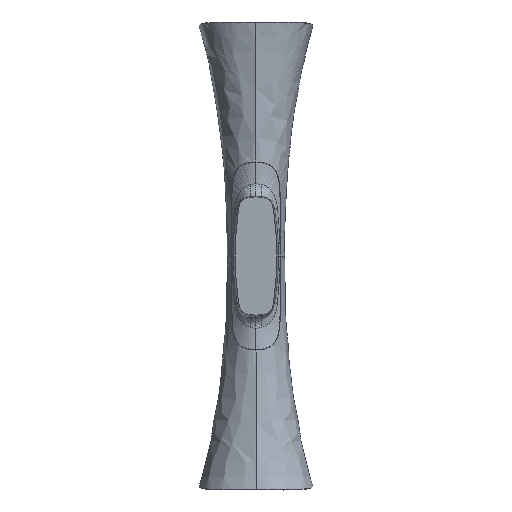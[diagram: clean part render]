
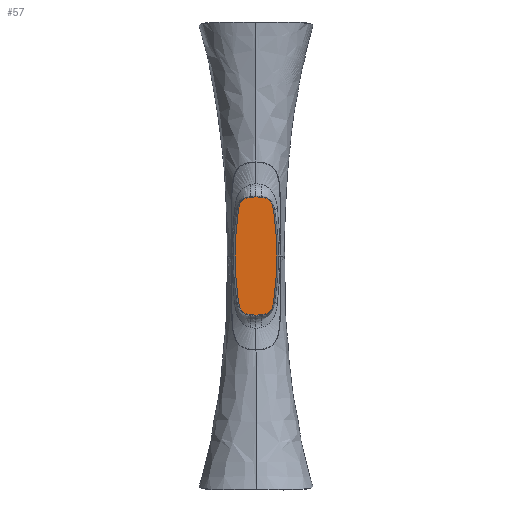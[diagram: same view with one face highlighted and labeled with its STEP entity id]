
A CAD part, left-side view. The second image highlights one B-rep face of the part: STEP entity #57.
In plain terms, the highlighted planar face has unit normal (-1, 0, 0).
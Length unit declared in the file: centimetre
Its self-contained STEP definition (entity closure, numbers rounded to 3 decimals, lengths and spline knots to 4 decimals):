
#50=PLANE($,#1549);
#57=ADVANCED_FACE($,(#134),#50,.T.);
#134=FACE_OUTER_BOUND($,#211,.T.);
#211=EDGE_LOOP($,(#315,#316,#317,#318,#319,#320,#321,#322,#323,#324));
#315=ORIENTED_EDGE($,*,*,#781,.T.);
#316=ORIENTED_EDGE($,*,*,#782,.T.);
#317=ORIENTED_EDGE($,*,*,#783,.T.);
#318=ORIENTED_EDGE($,*,*,#784,.T.);
#319=ORIENTED_EDGE($,*,*,#785,.T.);
#320=ORIENTED_EDGE($,*,*,#786,.T.);
#321=ORIENTED_EDGE($,*,*,#787,.T.);
#322=ORIENTED_EDGE($,*,*,#788,.T.);
#323=ORIENTED_EDGE($,*,*,#789,.T.);
#324=ORIENTED_EDGE($,*,*,#790,.T.);
#781=EDGE_CURVE($,#1026,#1027,#1312,.T.);
#782=EDGE_CURVE($,#1027,#1028,#1313,.T.);
#783=EDGE_CURVE($,#1028,#1029,#1314,.T.);
#784=EDGE_CURVE($,#1029,#1030,#1315,.T.);
#785=EDGE_CURVE($,#1030,#1031,#1316,.T.);
#786=EDGE_CURVE($,#1031,#1032,#1317,.T.);
#787=EDGE_CURVE($,#1032,#1033,#1318,.T.);
#788=EDGE_CURVE($,#1033,#1034,#1319,.T.);
#789=EDGE_CURVE($,#1034,#1035,#1320,.T.);
#790=EDGE_CURVE($,#1035,#1026,#1321,.T.);
#1026=VERTEX_POINT($,#14835);
#1027=VERTEX_POINT($,#14836);
#1028=VERTEX_POINT($,#14837);
#1029=VERTEX_POINT($,#14838);
#1030=VERTEX_POINT($,#14839);
#1031=VERTEX_POINT($,#14840);
#1032=VERTEX_POINT($,#14841);
#1033=VERTEX_POINT($,#14842);
#1034=VERTEX_POINT($,#14843);
#1035=VERTEX_POINT($,#14844);
#1312=B_SPLINE_CURVE_WITH_KNOTS($,3,(#1742,#1743,#1744,#1745),.UNSPECIFIED.,
.F.,.F.,(4,4),(0.,105.245),.UNSPECIFIED.);
#1313=B_SPLINE_CURVE_WITH_KNOTS($,3,(#1746,#1747,#1748,#1749,#1750,#1751,
#1752,#1753),.UNSPECIFIED.,.F.,.F.,(4,2,2,4),(-1.,-0.5084,-0.2605,
0.),.UNSPECIFIED.);
#1314=B_SPLINE_CURVE_WITH_KNOTS($,3,(#1754,#1755,#1756,#1757),.UNSPECIFIED.,
.F.,.F.,(4,4),(0.,7.7856),.UNSPECIFIED.);
#1315=B_SPLINE_CURVE_WITH_KNOTS($,3,(#1758,#1759,#1760,#1761),.UNSPECIFIED.,
.F.,.F.,(4,4),(-7.7856,0.),.UNSPECIFIED.);
#1316=B_SPLINE_CURVE_WITH_KNOTS($,3,(#1762,#1763,#1764,#1765,#1766,#1767,
#1768,#1769),.UNSPECIFIED.,.F.,.F.,(4,2,2,4),(0.,0.2607,0.5084,
1.),.UNSPECIFIED.);
#1317=B_SPLINE_CURVE_WITH_KNOTS($,3,(#1770,#1771,#1772,#1773),.UNSPECIFIED.,
.F.,.F.,(4,4),(-105.245,0.),.UNSPECIFIED.);
#1318=B_SPLINE_CURVE_WITH_KNOTS($,3,(#1774,#1775,#1776,#1777,#1778,#1779,
#1780,#1781),.UNSPECIFIED.,.F.,.F.,(4,2,2,4),(0.,0.4916,0.7395,
1.),.UNSPECIFIED.);
#1319=B_SPLINE_CURVE_WITH_KNOTS($,3,(#1782,#1783,#1784,#1785),.UNSPECIFIED.,
.F.,.F.,(4,4),(-15.5712,-7.7856),.UNSPECIFIED.);
#1320=B_SPLINE_CURVE_WITH_KNOTS($,3,(#1786,#1787,#1788,#1789),.UNSPECIFIED.,
.F.,.F.,(4,4),(7.7856,15.5712),.UNSPECIFIED.);
#1321=B_SPLINE_CURVE_WITH_KNOTS($,3,(#1790,#1791,#1792,#1793,#1794,#1795,
#1796,#1797),.UNSPECIFIED.,.F.,.F.,(4,2,2,4),(-1.,-0.7393,-0.4916,
0.),.UNSPECIFIED.);
#1549=AXIS2_PLACEMENT_3D($,#3180,#1554,$);
#1554=DIRECTION($,(-1.,0.,0.));
#1742=CARTESIAN_POINT($,(0.,-2.0396,-5.2423));
#1743=CARTESIAN_POINT($,(0.,-2.5685,-1.7674));
#1744=CARTESIAN_POINT($,(0.,-2.5685,1.7674));
#1745=CARTESIAN_POINT($,(0.,-2.0396,5.2423));
#1746=CARTESIAN_POINT($,(0.,-2.0396,5.2423));
#1747=CARTESIAN_POINT($,(0.,-1.9846,5.6038));
#1748=CARTESIAN_POINT($,(0.,-1.8904,5.966));
#1749=CARTESIAN_POINT($,(0.,-1.5873,6.4055));
#1750=CARTESIAN_POINT($,(0.,-1.4428,6.538));
#1751=CARTESIAN_POINT($,(0.,-1.1325,6.7039));
#1752=CARTESIAN_POINT($,(0.,-0.962,6.7434));
#1753=CARTESIAN_POINT($,(0.,-0.7752,6.7738));
#1754=CARTESIAN_POINT($,(0.,-0.7752,6.7738));
#1755=CARTESIAN_POINT($,(0.,-0.5177,6.8156));
#1756=CARTESIAN_POINT($,(0.,-0.2609,6.8363));
#1757=CARTESIAN_POINT($,(0.,0.,6.8363));
#1758=CARTESIAN_POINT($,(0.,0.,6.8363));
#1759=CARTESIAN_POINT($,(0.,0.2609,6.8363));
#1760=CARTESIAN_POINT($,(0.,0.5177,6.8156));
#1761=CARTESIAN_POINT($,(0.,0.7752,6.7738));
#1762=CARTESIAN_POINT($,(0.,0.7752,6.7738));
#1763=CARTESIAN_POINT($,(0.,0.9621,6.7434));
#1764=CARTESIAN_POINT($,(0.,1.1327,6.7039));
#1765=CARTESIAN_POINT($,(0.,1.443,6.5379));
#1766=CARTESIAN_POINT($,(0.,1.5874,6.4054));
#1767=CARTESIAN_POINT($,(0.,1.8904,5.966));
#1768=CARTESIAN_POINT($,(0.,1.9846,5.6038));
#1769=CARTESIAN_POINT($,(0.,2.0396,5.2423));
#1770=CARTESIAN_POINT($,(0.,2.0396,5.2423));
#1771=CARTESIAN_POINT($,(0.,2.5685,1.7674));
#1772=CARTESIAN_POINT($,(0.,2.5685,-1.7674));
#1773=CARTESIAN_POINT($,(0.,2.0396,-5.2423));
#1774=CARTESIAN_POINT($,(0.,2.0396,-5.2423));
#1775=CARTESIAN_POINT($,(0.,1.9846,-5.6038));
#1776=CARTESIAN_POINT($,(0.,1.8904,-5.966));
#1777=CARTESIAN_POINT($,(0.,1.5873,-6.4055));
#1778=CARTESIAN_POINT($,(0.,1.4428,-6.538));
#1779=CARTESIAN_POINT($,(0.,1.1325,-6.7039));
#1780=CARTESIAN_POINT($,(0.,0.962,-6.7434));
#1781=CARTESIAN_POINT($,(0.,0.7752,-6.7738));
#1782=CARTESIAN_POINT($,(0.,0.7752,-6.7738));
#1783=CARTESIAN_POINT($,(0.,0.5177,-6.8156));
#1784=CARTESIAN_POINT($,(0.,0.2609,-6.8363));
#1785=CARTESIAN_POINT($,(0.,0.,-6.8363));
#1786=CARTESIAN_POINT($,(0.,0.,-6.8363));
#1787=CARTESIAN_POINT($,(0.,-0.2609,-6.8363));
#1788=CARTESIAN_POINT($,(0.,-0.5177,-6.8156));
#1789=CARTESIAN_POINT($,(0.,-0.7752,-6.7738));
#1790=CARTESIAN_POINT($,(0.,-0.7752,-6.7738));
#1791=CARTESIAN_POINT($,(0.,-0.9621,-6.7434));
#1792=CARTESIAN_POINT($,(0.,-1.1327,-6.7039));
#1793=CARTESIAN_POINT($,(0.,-1.443,-6.5379));
#1794=CARTESIAN_POINT($,(0.,-1.5874,-6.4054));
#1795=CARTESIAN_POINT($,(0.,-1.8904,-5.966));
#1796=CARTESIAN_POINT($,(0.,-1.9846,-5.6038));
#1797=CARTESIAN_POINT($,(0.,-2.0396,-5.2423));
#3180=CARTESIAN_POINT($,(0.,-2.485,-6.8363));
#14835=CARTESIAN_POINT($,(0.,-2.0396,-5.2423));
#14836=CARTESIAN_POINT($,(0.,-2.0396,5.2423));
#14837=CARTESIAN_POINT($,(0.,-0.7752,6.7738));
#14838=CARTESIAN_POINT($,(0.,0.,6.8363));
#14839=CARTESIAN_POINT($,(0.,0.7752,6.7738));
#14840=CARTESIAN_POINT($,(0.,2.0396,5.2423));
#14841=CARTESIAN_POINT($,(0.,2.0396,-5.2423));
#14842=CARTESIAN_POINT($,(0.,0.7752,-6.7738));
#14843=CARTESIAN_POINT($,(0.,0.,-6.8363));
#14844=CARTESIAN_POINT($,(0.,-0.7752,-6.7738));
